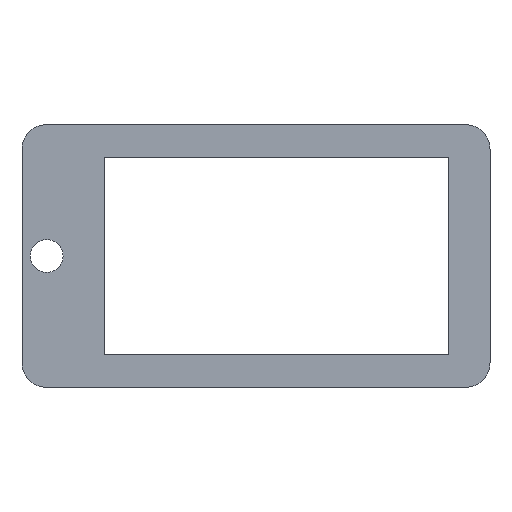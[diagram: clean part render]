
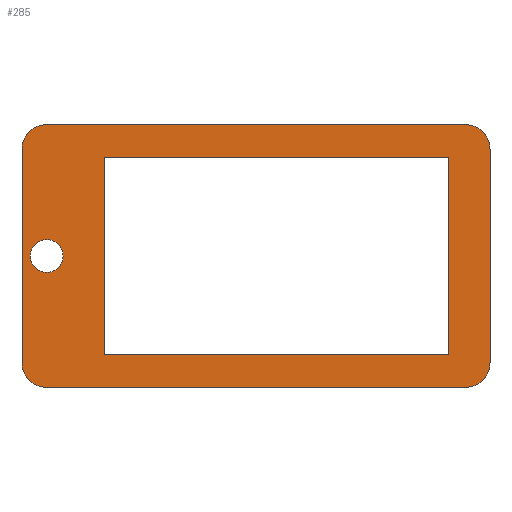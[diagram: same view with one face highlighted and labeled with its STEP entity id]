
A CAD part, front view. The second image highlights one B-rep face of the part: STEP entity #285.
In plain terms, the highlighted planar face has unit normal (0, -1, 0).
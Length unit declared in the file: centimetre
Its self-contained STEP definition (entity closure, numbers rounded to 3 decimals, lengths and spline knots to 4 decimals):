
#19=FACE_BOUND('',#51,.T.);
#20=FACE_BOUND('',#52,.T.);
#24=PLANE('',#317);
#35=FACE_OUTER_BOUND('',#50,.T.);
#50=EDGE_LOOP('',(#208,#209,#210,#211,#212,#213,#214,#215));
#51=EDGE_LOOP('',(#216));
#52=EDGE_LOOP('',(#217,#218,#219,#220));
#69=LINE('',#437,#98);
#72=LINE('',#443,#101);
#73=LINE('',#447,#102);
#74=LINE('',#451,#103);
#75=LINE('',#457,#104);
#76=LINE('',#459,#105);
#77=LINE('',#461,#106);
#78=LINE('',#462,#107);
#98=VECTOR('',#353,1.);
#101=VECTOR('',#358,1.);
#102=VECTOR('',#361,1.);
#103=VECTOR('',#364,1.);
#104=VECTOR('',#369,1.);
#105=VECTOR('',#370,1.);
#106=VECTOR('',#371,1.);
#107=VECTOR('',#372,1.);
#126=CIRCLE('',#315,0.15);
#127=CIRCLE('',#318,0.15);
#128=CIRCLE('',#319,0.15);
#129=CIRCLE('',#320,0.15);
#130=CIRCLE('',#321,0.1);
#137=VERTEX_POINT('',#430);
#138=VERTEX_POINT('',#432);
#139=VERTEX_POINT('',#436);
#141=VERTEX_POINT('',#442);
#142=VERTEX_POINT('',#444);
#143=VERTEX_POINT('',#446);
#144=VERTEX_POINT('',#448);
#145=VERTEX_POINT('',#450);
#146=VERTEX_POINT('',#453);
#147=VERTEX_POINT('',#455);
#148=VERTEX_POINT('',#456);
#149=VERTEX_POINT('',#458);
#150=VERTEX_POINT('',#460);
#163=EDGE_CURVE('',#137,#138,#126,.T.);
#165=EDGE_CURVE('',#138,#139,#69,.T.);
#168=EDGE_CURVE('',#141,#137,#72,.T.);
#169=EDGE_CURVE('',#142,#141,#127,.T.);
#170=EDGE_CURVE('',#143,#142,#73,.T.);
#171=EDGE_CURVE('',#144,#143,#128,.T.);
#172=EDGE_CURVE('',#145,#144,#74,.T.);
#173=EDGE_CURVE('',#139,#145,#129,.T.);
#174=EDGE_CURVE('',#146,#146,#130,.T.);
#175=EDGE_CURVE('',#147,#148,#75,.T.);
#176=EDGE_CURVE('',#149,#147,#76,.T.);
#177=EDGE_CURVE('',#150,#149,#77,.T.);
#178=EDGE_CURVE('',#148,#150,#78,.T.);
#208=ORIENTED_EDGE('',*,*,#163,.F.);
#209=ORIENTED_EDGE('',*,*,#168,.F.);
#210=ORIENTED_EDGE('',*,*,#169,.F.);
#211=ORIENTED_EDGE('',*,*,#170,.F.);
#212=ORIENTED_EDGE('',*,*,#171,.F.);
#213=ORIENTED_EDGE('',*,*,#172,.F.);
#214=ORIENTED_EDGE('',*,*,#173,.F.);
#215=ORIENTED_EDGE('',*,*,#165,.F.);
#216=ORIENTED_EDGE('',*,*,#174,.T.);
#217=ORIENTED_EDGE('',*,*,#175,.F.);
#218=ORIENTED_EDGE('',*,*,#176,.F.);
#219=ORIENTED_EDGE('',*,*,#177,.F.);
#220=ORIENTED_EDGE('',*,*,#178,.F.);
#285=ADVANCED_FACE('',(#35,#19,#20),#24,.F.);
#315=AXIS2_PLACEMENT_3D('',#433,#348,#349);
#317=AXIS2_PLACEMENT_3D('',#441,#356,#357);
#318=AXIS2_PLACEMENT_3D('',#445,#359,#360);
#319=AXIS2_PLACEMENT_3D('',#449,#362,#363);
#320=AXIS2_PLACEMENT_3D('',#452,#365,#366);
#321=AXIS2_PLACEMENT_3D('',#454,#367,#368);
#348=DIRECTION('center_axis',(0.,1.,0.));
#349=DIRECTION('ref_axis',(0.707,0.,0.707));
#353=DIRECTION('',(0.,0.,-1.));
#356=DIRECTION('center_axis',(0.,1.,0.));
#357=DIRECTION('ref_axis',(1.,0.,0.));
#358=DIRECTION('',(1.,0.,0.));
#359=DIRECTION('center_axis',(0.,1.,0.));
#360=DIRECTION('ref_axis',(-0.707,0.,0.707));
#361=DIRECTION('',(0.,0.,1.));
#362=DIRECTION('center_axis',(0.,1.,0.));
#363=DIRECTION('ref_axis',(-0.707,0.,-0.707));
#364=DIRECTION('',(-1.,0.,0.));
#365=DIRECTION('center_axis',(0.,1.,0.));
#366=DIRECTION('ref_axis',(0.707,0.,-0.707));
#367=DIRECTION('center_axis',(0.,1.,0.));
#368=DIRECTION('ref_axis',(1.,0.,0.));
#369=DIRECTION('',(0.,0.,1.));
#370=DIRECTION('',(1.,0.,0.));
#371=DIRECTION('',(0.,0.,-1.));
#372=DIRECTION('',(-1.,0.,0.));
#430=CARTESIAN_POINT('',(1.15,0.,0.8));
#432=CARTESIAN_POINT('',(1.3,0.,0.65));
#433=CARTESIAN_POINT('Origin',(1.15,0.,0.65));
#436=CARTESIAN_POINT('',(1.3,0.,-0.65));
#437=CARTESIAN_POINT('',(1.3,0.,0.8));
#441=CARTESIAN_POINT('Origin',(0.,0.,0.));
#442=CARTESIAN_POINT('',(-1.4,0.,0.8));
#443=CARTESIAN_POINT('',(-1.55,0.,0.8));
#444=CARTESIAN_POINT('',(-1.55,0.,0.65));
#445=CARTESIAN_POINT('Origin',(-1.4,0.,0.65));
#446=CARTESIAN_POINT('',(-1.55,0.,-0.65));
#447=CARTESIAN_POINT('',(-1.55,0.,-0.8));
#448=CARTESIAN_POINT('',(-1.4,0.,-0.8));
#449=CARTESIAN_POINT('Origin',(-1.4,0.,-0.65));
#450=CARTESIAN_POINT('',(1.15,0.,-0.8));
#451=CARTESIAN_POINT('',(1.3,0.,-0.8));
#452=CARTESIAN_POINT('Origin',(1.15,0.,-0.65));
#453=CARTESIAN_POINT('',(-1.5,0.,0.));
#454=CARTESIAN_POINT('Origin',(-1.4,0.,0.));
#455=CARTESIAN_POINT('',(1.05,0.,-0.6));
#456=CARTESIAN_POINT('',(1.05,0.,0.6));
#457=CARTESIAN_POINT('',(1.05,0.,0.6));
#458=CARTESIAN_POINT('',(-1.05,0.,-0.6));
#459=CARTESIAN_POINT('',(1.05,0.,-0.6));
#460=CARTESIAN_POINT('',(-1.05,0.,0.6));
#461=CARTESIAN_POINT('',(-1.05,0.,-0.6));
#462=CARTESIAN_POINT('',(-1.05,0.,0.6));
